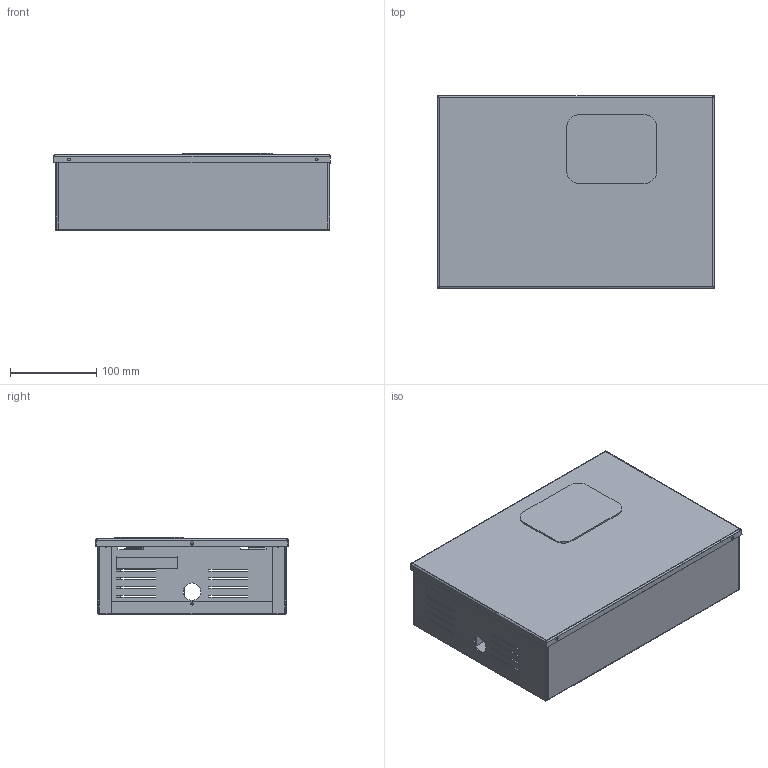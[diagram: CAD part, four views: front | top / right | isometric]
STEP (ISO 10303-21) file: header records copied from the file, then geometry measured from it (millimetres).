
FILE_DESCRIPTION (( 'STEP AP214' ), '1' );
FILE_NAME ('賺俵 24-1,6 (2,5).STEP', '2021-02-16T10:11:32', ( '' ), ( '' ), 'SwSTEP 2.0', 'SolidWorks 2017', '' );
FILE_SCHEMA (( 'AUTOMOTIVE_DESIGN' ));
Length unit declared in the file: millimetre
Products named in the file (1): 賺俵 24-1,6 (2,5)
Bounding box: 321.6 x 224 x 90.04 mm (x, y, z)
Volume: 367605 mm3; surface area: 652106.2 mm2
Topology: 21 solids, 21 shells, 781 faces, 1968 edges, 1248 vertices
Faces by surface type: plane 475, cylinder 264, cone 14, torus 12, bspline 8, sphere 8
Entity records: 32685 total; most frequent: CARTESIAN_POINT 4390, DIRECTION 4038, ORIENTED_EDGE 3904, EDGE_CURVE 1952, VECTOR 1358, LINE 1358, AXIS2_PLACEMENT_3D 1340, VERTEX_POINT 1240
